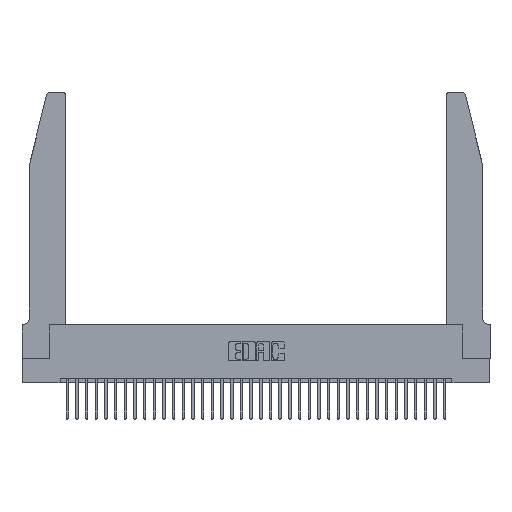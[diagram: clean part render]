
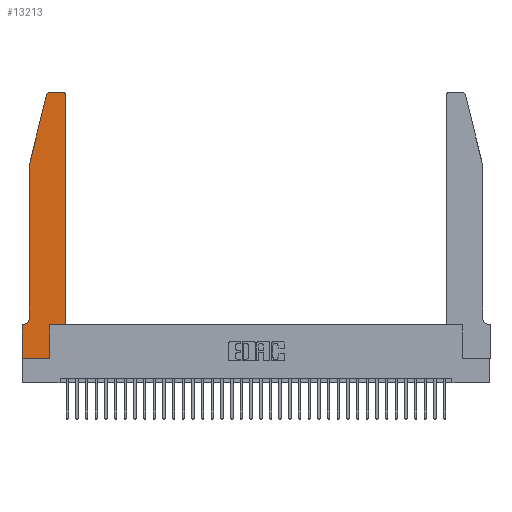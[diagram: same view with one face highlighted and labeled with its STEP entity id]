
A CAD part, top view. The second image highlights one B-rep face of the part: STEP entity #13213.
In plain terms, the highlighted planar face has unit normal (0, 0, 1).
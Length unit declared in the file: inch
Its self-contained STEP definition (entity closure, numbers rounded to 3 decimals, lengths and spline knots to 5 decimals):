
#121 = VECTOR ( 'NONE', #18475, 39.37008 ) ;
#205 = CIRCLE ( 'NONE', #25433, 0.07 ) ;
#206 = VECTOR ( 'NONE', #5278, 39.37008 ) ;
#776 = CARTESIAN_POINT ( 'NONE',  ( 0.0755, 2., 0.37 ) ) ;
#879 = VERTEX_POINT ( 'NONE', #12391 ) ;
#890 = CARTESIAN_POINT ( 'NONE',  ( 0., 0.35, 0.37 ) ) ;
#965 = EDGE_LOOP ( 'NONE', ( #24216, #26198, #12062, #16167, #22427, #30485, #16240, #4821, #27311, #20661, #7883, #8503 ) ) ;
#1734 = CARTESIAN_POINT ( 'NONE',  ( 0.284, 2.72, 0.37 ) ) ;
#2393 = DIRECTION ( 'NONE',  ( 0., 0., 1. ) ) ;
#3303 = FACE_OUTER_BOUND ( 'NONE', #965, .T. ) ;
#4821 = ORIENTED_EDGE ( 'NONE', *, *, #14029, .T. ) ;
#5278 = DIRECTION ( 'NONE',  ( 0., -1., 0. ) ) ;
#5352 = PLANE ( 'NONE',  #17341 ) ;
#5803 = LINE ( 'NONE', #31749, #33104 ) ;
#5971 = EDGE_CURVE ( 'NONE', #35895, #31030, #30630, .T. ) ;
#6703 = DIRECTION ( 'NONE',  ( 0., 0., 1. ) ) ;
#7567 = VERTEX_POINT ( 'NONE', #18802 ) ;
#7883 = ORIENTED_EDGE ( 'NONE', *, *, #16987, .T. ) ;
#8233 = CIRCLE ( 'NONE', #16067, 0.03 ) ;
#8359 = CARTESIAN_POINT ( 'NONE',  ( 0.4505, 0.35, 0.37 ) ) ;
#8503 = ORIENTED_EDGE ( 'NONE', *, *, #34421, .T. ) ;
#8678 = VECTOR ( 'NONE', #23686, 39.37008 ) ;
#9260 = CARTESIAN_POINT ( 'NONE',  ( 0.0755, 0.35, 0.37 ) ) ;
#9507 = DIRECTION ( 'NONE',  ( 0., 1., 0. ) ) ;
#9832 = DIRECTION ( 'NONE',  ( 1., 0., 0. ) ) ;
#10125 = CARTESIAN_POINT ( 'NONE',  ( 0.0755, 0.42, 0.37 ) ) ;
#10204 = LINE ( 'NONE', #17094, #19503 ) ;
#10663 = CARTESIAN_POINT ( 'NONE',  ( 0.0055, 0.35, 0.37 ) ) ;
#11026 = CARTESIAN_POINT ( 'NONE',  ( 0., 0.35, 0.37 ) ) ;
#11302 = VERTEX_POINT ( 'NONE', #16633 ) ;
#11475 = VERTEX_POINT ( 'NONE', #10663 ) ;
#11754 = CARTESIAN_POINT ( 'NONE',  ( 0.4505, 2.72, 0.37 ) ) ;
#11952 = CARTESIAN_POINT ( 'NONE',  ( 0.25487, 2.72718, 0.37 ) ) ;
#12062 = ORIENTED_EDGE ( 'NONE', *, *, #14427, .T. ) ;
#12391 = CARTESIAN_POINT ( 'NONE',  ( 0.0755, 2., 0.37 ) ) ;
#12540 = CARTESIAN_POINT ( 'NONE',  ( 0.284, 2.75, 0.37 ) ) ;
#13073 = EDGE_CURVE ( 'NONE', #36117, #11475, #205, .T. ) ;
#13213 = ADVANCED_FACE ( 'NONE', ( #3303 ), #5352, .T. ) ;
#13361 = DIRECTION ( 'NONE',  ( 0., 0., 1. ) ) ;
#13368 = DIRECTION ( 'NONE',  ( 0., 0., -1. ) ) ;
#13798 = DIRECTION ( 'NONE',  ( 1., 0., 0. ) ) ;
#14029 = EDGE_CURVE ( 'NONE', #31030, #21351, #15582, .T. ) ;
#14106 = DIRECTION ( 'NONE',  ( -1., 0., 0. ) ) ;
#14427 = EDGE_CURVE ( 'NONE', #32203, #879, #23089, .T. ) ;
#15001 = LINE ( 'NONE', #9260, #19933 ) ;
#15582 = LINE ( 'NONE', #35282, #121 ) ;
#15871 = CIRCLE ( 'NONE', #21305, 0.03 ) ;
#16067 = AXIS2_PLACEMENT_3D ( 'NONE', #1734, #2393, #13798 ) ;
#16167 = ORIENTED_EDGE ( 'NONE', *, *, #29423, .T. ) ;
#16240 = ORIENTED_EDGE ( 'NONE', *, *, #5971, .T. ) ;
#16633 = CARTESIAN_POINT ( 'NONE',  ( 0.4505, 0.35, 0.37 ) ) ;
#16857 = VERTEX_POINT ( 'NONE', #12540 ) ;
#16987 = EDGE_CURVE ( 'NONE', #11302, #17135, #5803, .T. ) ;
#17094 = CARTESIAN_POINT ( 'NONE',  ( 0.2865, 0.35, 0.37 ) ) ;
#17135 = VERTEX_POINT ( 'NONE', #11754 ) ;
#17264 = EDGE_CURVE ( 'NONE', #21351, #19177, #10204, .T. ) ;
#17341 = AXIS2_PLACEMENT_3D ( 'NONE', #11026, #13361, #25071 ) ;
#17423 = VECTOR ( 'NONE', #14106, 39.37008 ) ;
#18321 = CARTESIAN_POINT ( 'NONE',  ( 0.4205, 2.72, 0.37 ) ) ;
#18475 = DIRECTION ( 'NONE',  ( 1., 0., 0. ) ) ;
#18802 = CARTESIAN_POINT ( 'NONE',  ( 0.4205, 2.75, 0.37 ) ) ;
#19177 = VERTEX_POINT ( 'NONE', #27213 ) ;
#19198 = LINE ( 'NONE', #8359, #35866 ) ;
#19461 = CARTESIAN_POINT ( 'NONE',  ( 0.0755, 2., 0.37 ) ) ;
#19503 = VECTOR ( 'NONE', #34167, 39.37008 ) ;
#19933 = VECTOR ( 'NONE', #31744, 39.37008 ) ;
#20119 = CARTESIAN_POINT ( 'NONE',  ( 0.2605, 2.75, 0.37 ) ) ;
#20515 = EDGE_CURVE ( 'NONE', #16857, #32203, #8233, .T. ) ;
#20661 = ORIENTED_EDGE ( 'NONE', *, *, #30776, .T. ) ;
#21305 = AXIS2_PLACEMENT_3D ( 'NONE', #18321, #6703, #9832 ) ;
#21351 = VERTEX_POINT ( 'NONE', #34192 ) ;
#22427 = ORIENTED_EDGE ( 'NONE', *, *, #13073, .T. ) ;
#23089 = LINE ( 'NONE', #19461, #32689 ) ;
#23686 = DIRECTION ( 'NONE',  ( 0., -1., 0. ) ) ;
#23732 = CARTESIAN_POINT ( 'NONE',  ( 0., 0., 0.37 ) ) ;
#24216 = ORIENTED_EDGE ( 'NONE', *, *, #30164, .T. ) ;
#24584 = CARTESIAN_POINT ( 'NONE',  ( 0.0055, 0.42, 0.37 ) ) ;
#25071 = DIRECTION ( 'NONE',  ( 1., 0., 0. ) ) ;
#25433 = AXIS2_PLACEMENT_3D ( 'NONE', #24584, #13368, #36088 ) ;
#26198 = ORIENTED_EDGE ( 'NONE', *, *, #20515, .T. ) ;
#26727 = LINE ( 'NONE', #776, #8678 ) ;
#27213 = CARTESIAN_POINT ( 'NONE',  ( 0.2865, 0.35, 0.37 ) ) ;
#27311 = ORIENTED_EDGE ( 'NONE', *, *, #17264, .T. ) ;
#27435 = EDGE_CURVE ( 'NONE', #11475, #35895, #15001, .T. ) ;
#27984 = DIRECTION ( 'NONE',  ( 1., 0., 0. ) ) ;
#29423 = EDGE_CURVE ( 'NONE', #879, #36117, #26727, .T. ) ;
#30164 = EDGE_CURVE ( 'NONE', #7567, #16857, #35462, .T. ) ;
#30485 = ORIENTED_EDGE ( 'NONE', *, *, #27435, .T. ) ;
#30630 = LINE ( 'NONE', #34399, #206 ) ;
#30776 = EDGE_CURVE ( 'NONE', #19177, #11302, #19198, .T. ) ;
#31030 = VERTEX_POINT ( 'NONE', #23732 ) ;
#31744 = DIRECTION ( 'NONE',  ( -1., 0., 0. ) ) ;
#31749 = CARTESIAN_POINT ( 'NONE',  ( 0.4505, 0.35, 0.37 ) ) ;
#32203 = VERTEX_POINT ( 'NONE', #11952 ) ;
#32689 = VECTOR ( 'NONE', #36252, 39.37008 ) ;
#33104 = VECTOR ( 'NONE', #9507, 39.37008 ) ;
#34167 = DIRECTION ( 'NONE',  ( 0., 1., 0. ) ) ;
#34192 = CARTESIAN_POINT ( 'NONE',  ( 0.2865, 0., 0.37 ) ) ;
#34399 = CARTESIAN_POINT ( 'NONE',  ( 0., 0., 0.37 ) ) ;
#34421 = EDGE_CURVE ( 'NONE', #17135, #7567, #15871, .T. ) ;
#35282 = CARTESIAN_POINT ( 'NONE',  ( 0., 0., 0.37 ) ) ;
#35462 = LINE ( 'NONE', #20119, #17423 ) ;
#35866 = VECTOR ( 'NONE', #27984, 39.37008 ) ;
#35895 = VERTEX_POINT ( 'NONE', #890 ) ;
#36088 = DIRECTION ( 'NONE',  ( -1., 0., 0. ) ) ;
#36117 = VERTEX_POINT ( 'NONE', #10125 ) ;
#36252 = DIRECTION ( 'NONE',  ( -0.239, -0.971, 0. ) ) ;
